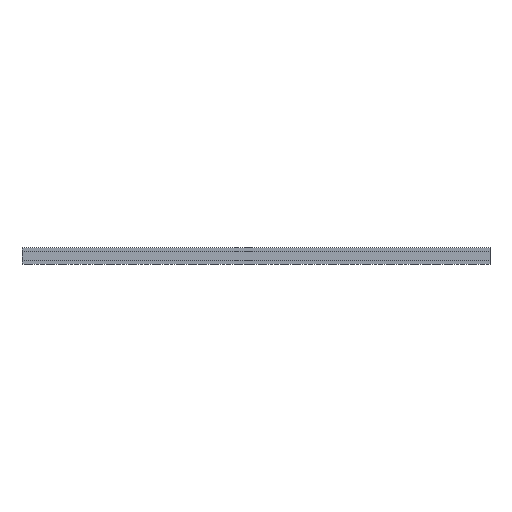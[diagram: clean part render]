
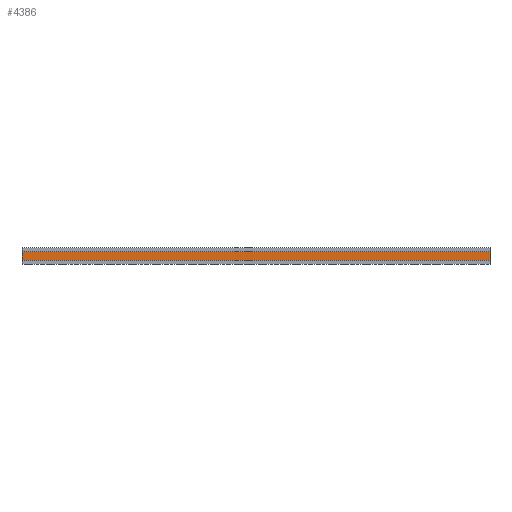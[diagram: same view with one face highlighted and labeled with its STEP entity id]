
A CAD part, top view. The second image highlights one B-rep face of the part: STEP entity #4386.
In plain terms, the highlighted planar face has unit normal (0, 0, 1).
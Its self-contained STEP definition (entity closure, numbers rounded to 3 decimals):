
#577=FACE_OUTER_BOUND('',#859,.T.);
#859=EDGE_LOOP('',(#3782,#3783,#3784,#3785));
#1265=LINE('',#7187,#1673);
#1266=LINE('',#7190,#1674);
#1267=LINE('',#7192,#1675);
#1268=LINE('',#7193,#1676);
#1673=VECTOR('',#5977,10.);
#1674=VECTOR('',#5980,10.);
#1675=VECTOR('',#5981,10.);
#1676=VECTOR('',#5982,10.);
#2076=VERTEX_POINT('',#7183);
#2077=VERTEX_POINT('',#7185);
#2078=VERTEX_POINT('',#7189);
#2079=VERTEX_POINT('',#7191);
#2669=EDGE_CURVE('',#2076,#2077,#1265,.T.);
#2670=EDGE_CURVE('',#2078,#2076,#1266,.T.);
#2671=EDGE_CURVE('',#2079,#2077,#1267,.T.);
#2672=EDGE_CURVE('',#2078,#2079,#1268,.T.);
#3782=ORIENTED_EDGE('',*,*,#2670,.T.);
#3783=ORIENTED_EDGE('',*,*,#2669,.T.);
#3784=ORIENTED_EDGE('',*,*,#2671,.F.);
#3785=ORIENTED_EDGE('',*,*,#2672,.F.);
#3983=PLANE('',#4799);
#4386=ADVANCED_FACE('',(#577),#3983,.T.);
#4799=AXIS2_PLACEMENT_3D('',#7188,#5978,#5979);
#5977=DIRECTION('',(1.,0.,0.));
#5978=DIRECTION('center_axis',(0.,0.,1.));
#5979=DIRECTION('ref_axis',(0.,-1.,0.));
#5980=DIRECTION('',(0.,-1.,0.));
#5981=DIRECTION('',(0.,-1.,0.));
#5982=DIRECTION('',(1.,0.,0.));
#7183=CARTESIAN_POINT('',(0.,-17.357,20.15));
#7185=CARTESIAN_POINT('',(2000.,-17.357,20.15));
#7187=CARTESIAN_POINT('',(0.,-17.357,20.15));
#7188=CARTESIAN_POINT('Origin',(0.,17.357,20.15));
#7189=CARTESIAN_POINT('',(0.,17.357,20.15));
#7190=CARTESIAN_POINT('',(0.,17.357,20.15));
#7191=CARTESIAN_POINT('',(2000.,17.357,20.15));
#7192=CARTESIAN_POINT('',(2000.,17.357,20.15));
#7193=CARTESIAN_POINT('',(0.,17.357,20.15));
